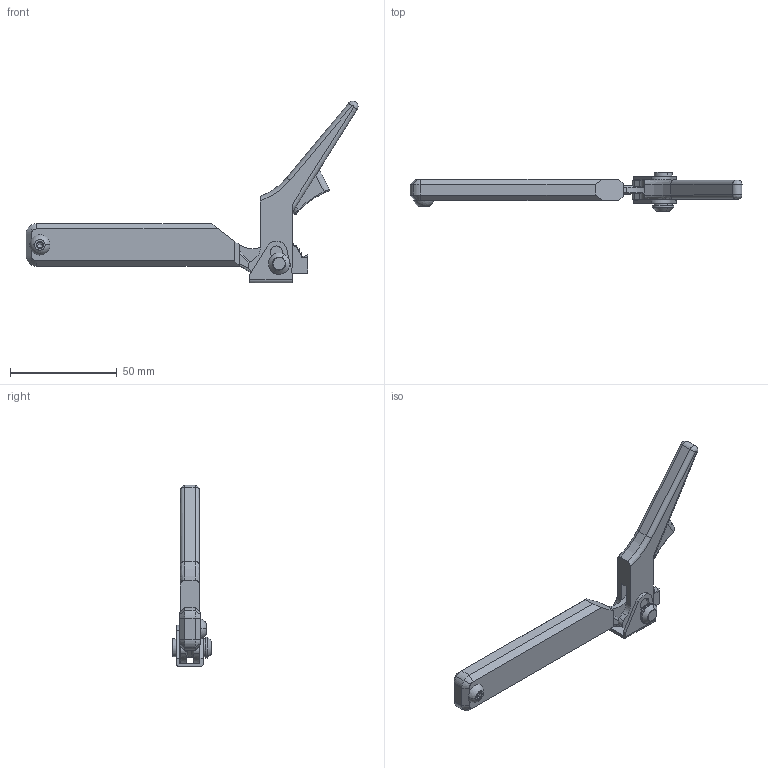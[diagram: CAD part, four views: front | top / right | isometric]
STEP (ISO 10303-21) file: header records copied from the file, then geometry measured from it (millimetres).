
FILE_DESCRIPTION(('STEP AP214'),'1');
FILE_NAME('160637.STP','2011-09-08T07:44:32',(' '),(' '),'Spatial InterOp 3D',' ',' ');
FILE_SCHEMA(('automotive_design'));
Length unit declared in the file: millimetre
Products named in the file (10): Quader; 1; 2; 3; 4; Rippe; Flachkopfschraube ISO 7380 M5x10
Bounding box: 155.78 x 18.5 x 85.15 mm (x, y, z)
Volume: 29069.5 mm3; surface area: 14570.8 mm2
Topology: 10 solids, 10 shells, 563 faces, 1575 edges, 1019 vertices
Faces by surface type: cylinder 263, plane 144, bspline 130, cone 22, sphere 2, torus 2
Entity records: 27910 total; most frequent: CARTESIAN_POINT 9557, ORIENTED_EDGE 3088, DIRECTION 2630, EDGE_CURVE 1544, VERTEX_POINT 1019, AXIS2_PLACEMENT_3D 1005, LINE 620, VECTOR 620
